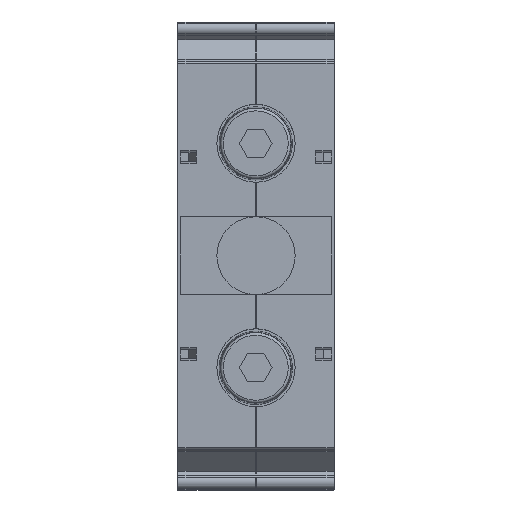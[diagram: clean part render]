
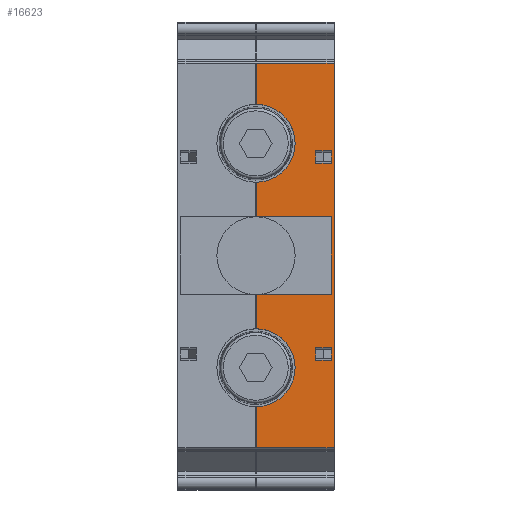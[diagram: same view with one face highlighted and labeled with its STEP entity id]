
A CAD part, top view. The second image highlights one B-rep face of the part: STEP entity #16623.
In plain terms, the highlighted planar face has unit normal (0, 0, 1).
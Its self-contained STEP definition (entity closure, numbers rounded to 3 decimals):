
#464=CIRCLE('',#17435,4.25);
#471=CIRCLE('',#17474,4.25);
#2162=ORIENTED_EDGE('',*,*,#4886,.T.);
#2163=ORIENTED_EDGE('',*,*,#4324,.F.);
#2164=ORIENTED_EDGE('',*,*,#4849,.F.);
#2165=ORIENTED_EDGE('',*,*,#4967,.F.);
#2166=ORIENTED_EDGE('',*,*,#4903,.F.);
#2167=ORIENTED_EDGE('',*,*,#4727,.F.);
#2168=ORIENTED_EDGE('',*,*,#4906,.T.);
#2169=ORIENTED_EDGE('',*,*,#4966,.F.);
#2170=ORIENTED_EDGE('',*,*,#4908,.F.);
#2171=ORIENTED_EDGE('',*,*,#4301,.F.);
#2172=ORIENTED_EDGE('',*,*,#4956,.F.);
#2173=ORIENTED_EDGE('',*,*,#4808,.T.);
#2174=ORIENTED_EDGE('',*,*,#4716,.F.);
#2175=ORIENTED_EDGE('',*,*,#4843,.F.);
#2176=ORIENTED_EDGE('',*,*,#4835,.F.);
#2177=ORIENTED_EDGE('',*,*,#4968,.T.);
#2178=ORIENTED_EDGE('',*,*,#4969,.F.);
#2179=ORIENTED_EDGE('',*,*,#4785,.F.);
#2180=ORIENTED_EDGE('',*,*,#4791,.T.);
#2181=ORIENTED_EDGE('',*,*,#4724,.F.);
#4301=EDGE_CURVE('',#5926,#5927,#7067,.T.);
#4324=EDGE_CURVE('',#5945,#5946,#7083,.T.);
#4716=EDGE_CURVE('',#6254,#6255,#7333,.T.);
#4724=EDGE_CURVE('',#6262,#6263,#7341,.T.);
#4727=EDGE_CURVE('',#6265,#6266,#7344,.T.);
#4785=EDGE_CURVE('',#6305,#6306,#7379,.T.);
#4791=EDGE_CURVE('',#6305,#6263,#7385,.T.);
#4808=EDGE_CURVE('',#6324,#6323,#7400,.T.);
#4835=EDGE_CURVE('',#6346,#6347,#7424,.T.);
#4843=EDGE_CURVE('',#6347,#6254,#7432,.T.);
#4849=EDGE_CURVE('',#6353,#5945,#464,.T.);
#4886=EDGE_CURVE('',#6323,#5946,#7470,.T.);
#4903=EDGE_CURVE('',#6266,#6378,#7485,.T.);
#4906=EDGE_CURVE('',#6265,#6379,#7488,.T.);
#4908=EDGE_CURVE('',#5927,#6380,#471,.T.);
#4956=EDGE_CURVE('',#6324,#5926,#7533,.T.);
#4966=EDGE_CURVE('',#6380,#6379,#7543,.T.);
#4967=EDGE_CURVE('',#6378,#6353,#7544,.T.);
#4968=EDGE_CURVE('',#6346,#6255,#7545,.T.);
#4969=EDGE_CURVE('',#6306,#6262,#7546,.T.);
#5926=VERTEX_POINT('',#21837);
#5927=VERTEX_POINT('',#21839);
#5945=VERTEX_POINT('',#21887);
#5946=VERTEX_POINT('',#21889);
#6254=VERTEX_POINT('',#22793);
#6255=VERTEX_POINT('',#22795);
#6262=VERTEX_POINT('',#22810);
#6263=VERTEX_POINT('',#22812);
#6265=VERTEX_POINT('',#22818);
#6266=VERTEX_POINT('',#22819);
#6305=VERTEX_POINT('',#23041);
#6306=VERTEX_POINT('',#23043);
#6323=VERTEX_POINT('',#23086);
#6324=VERTEX_POINT('',#23088);
#6346=VERTEX_POINT('',#23140);
#6347=VERTEX_POINT('',#23142);
#6353=VERTEX_POINT('',#23169);
#6378=VERTEX_POINT('',#23278);
#6379=VERTEX_POINT('',#23282);
#6380=VERTEX_POINT('',#23288);
#7067=LINE('',#21838,#8200);
#7083=LINE('',#21888,#8216);
#7333=LINE('',#22794,#8466);
#7341=LINE('',#22811,#8474);
#7344=LINE('',#22817,#8477);
#7379=LINE('',#23042,#8512);
#7385=LINE('',#23054,#8518);
#7400=LINE('',#23087,#8533);
#7424=LINE('',#23141,#8557);
#7432=LINE('',#23156,#8565);
#7470=LINE('',#23243,#8603);
#7485=LINE('',#23277,#8618);
#7488=LINE('',#23283,#8621);
#7533=LINE('',#23381,#8666);
#7543=LINE('',#23403,#8676);
#7544=LINE('',#23405,#8677);
#7545=LINE('',#23407,#8678);
#7546=LINE('',#23408,#8679);
#8200=VECTOR('',#18403,1000.);
#8216=VECTOR('',#18433,1000.);
#8466=VECTOR('',#19145,1000.);
#8474=VECTOR('',#19155,1000.);
#8477=VECTOR('',#19160,1000.);
#8512=VECTOR('',#19269,1000.);
#8518=VECTOR('',#19279,1000.);
#8533=VECTOR('',#19302,1000.);
#8557=VECTOR('',#19340,1000.);
#8565=VECTOR('',#19354,1000.);
#8603=VECTOR('',#19444,1000.);
#8618=VECTOR('',#19489,1000.);
#8621=VECTOR('',#19494,1000.);
#8666=VECTOR('',#19603,1000.);
#8676=VECTOR('',#19633,1000.);
#8677=VECTOR('',#19636,1000.);
#8678=VECTOR('',#19639,1000.);
#8679=VECTOR('',#19640,1000.);
#9582=EDGE_LOOP('',(#2162,#2163,#2164,#2165,#2166,#2167,#2168,#2169,#2170,
#2171,#2172,#2173));
#9583=EDGE_LOOP('',(#2174,#2175,#2176,#2177));
#9584=EDGE_LOOP('',(#2178,#2179,#2180,#2181));
#10480=FACE_BOUND('',#9582,.T.);
#10481=FACE_BOUND('',#9583,.T.);
#10482=FACE_BOUND('',#9584,.T.);
#11199=PLANE('',#17515);
#16623=ADVANCED_FACE('',(#10480,#10481,#10482),#11199,.T.);
#17435=AXIS2_PLACEMENT_3D('',#23170,#19370,#19371);
#17474=AXIS2_PLACEMENT_3D('',#23287,#19500,#19501);
#17515=AXIS2_PLACEMENT_3D('',#23406,#19637,#19638);
#18403=DIRECTION('',(0.,1.,0.));
#18433=DIRECTION('',(0.,1.,0.));
#19145=DIRECTION('',(0.,1.,0.));
#19155=DIRECTION('',(0.,1.,0.));
#19160=DIRECTION('',(0.,1.,0.));
#19269=DIRECTION('',(0.,-1.,0.));
#19279=DIRECTION('',(1.,0.,0.));
#19302=DIRECTION('',(0.,1.,0.));
#19340=DIRECTION('',(0.,-1.,0.));
#19354=DIRECTION('',(1.,0.,0.));
#19370=DIRECTION('',(0.,0.,1.));
#19371=DIRECTION('',(0.,-1.,0.));
#19444=DIRECTION('',(-1.,0.,0.));
#19489=DIRECTION('',(-1.,0.,0.));
#19494=DIRECTION('',(-1.,0.,0.));
#19500=DIRECTION('',(0.,0.,1.));
#19501=DIRECTION('',(0.,1.,0.));
#19603=DIRECTION('',(-1.,0.,0.));
#19633=DIRECTION('',(0.,1.,0.));
#19636=DIRECTION('',(0.,1.,0.));
#19637=DIRECTION('',(0.,0.,1.));
#19638=DIRECTION('',(-1.,0.,0.));
#19639=DIRECTION('',(1.,0.,0.));
#19640=DIRECTION('',(1.,0.,0.));
#21837=CARTESIAN_POINT('',(4.3,-21.,21.425));
#21838=CARTESIAN_POINT('',(4.3,-25.5,21.425));
#21839=CARTESIAN_POINT('',(4.3,-16.5,21.425));
#21887=CARTESIAN_POINT('',(4.3,16.5,21.425));
#21888=CARTESIAN_POINT('',(4.3,-25.5,21.425));
#21889=CARTESIAN_POINT('',(4.3,21.,21.425));
#22793=CARTESIAN_POINT('',(12.5,10.049,21.425));
#22794=CARTESIAN_POINT('',(12.5,-11.451,21.425));
#22795=CARTESIAN_POINT('',(12.5,11.451,21.425));
#22810=CARTESIAN_POINT('',(12.5,-11.451,21.425));
#22811=CARTESIAN_POINT('',(12.5,-11.451,21.425));
#22812=CARTESIAN_POINT('',(12.5,-10.049,21.425));
#22817=CARTESIAN_POINT('',(12.5,-11.451,21.425));
#22818=CARTESIAN_POINT('',(12.5,-4.25,21.425));
#22819=CARTESIAN_POINT('',(12.5,4.25,21.425));
#23041=CARTESIAN_POINT('',(10.8,-10.049,21.425));
#23042=CARTESIAN_POINT('',(10.8,-10.049,21.425));
#23043=CARTESIAN_POINT('',(10.8,-11.451,21.425));
#23054=CARTESIAN_POINT('',(10.8,-10.049,21.425));
#23086=CARTESIAN_POINT('',(12.8,21.,21.425));
#23087=CARTESIAN_POINT('',(12.8,-25.5,21.425));
#23088=CARTESIAN_POINT('',(12.8,-21.,21.425));
#23140=CARTESIAN_POINT('',(10.8,11.451,21.425));
#23141=CARTESIAN_POINT('',(10.8,11.451,21.425));
#23142=CARTESIAN_POINT('',(10.8,10.049,21.425));
#23156=CARTESIAN_POINT('',(10.8,10.049,21.425));
#23169=CARTESIAN_POINT('',(4.3,8.,21.425));
#23170=CARTESIAN_POINT('',(4.3,12.25,21.425));
#23243=CARTESIAN_POINT('',(71.452,21.,21.425));
#23277=CARTESIAN_POINT('',(71.452,4.25,21.425));
#23278=CARTESIAN_POINT('',(4.3,4.25,21.425));
#23282=CARTESIAN_POINT('',(4.3,-4.25,21.425));
#23283=CARTESIAN_POINT('',(71.452,-4.25,21.425));
#23287=CARTESIAN_POINT('',(4.3,-12.25,21.425));
#23288=CARTESIAN_POINT('',(4.3,-8.,21.425));
#23381=CARTESIAN_POINT('',(71.452,-21.,21.425));
#23403=CARTESIAN_POINT('',(4.3,-25.5,21.425));
#23405=CARTESIAN_POINT('',(4.3,-25.5,21.425));
#23406=CARTESIAN_POINT('',(4.3,-25.5,21.425));
#23407=CARTESIAN_POINT('',(10.8,11.451,21.425));
#23408=CARTESIAN_POINT('',(10.8,-11.451,21.425));
